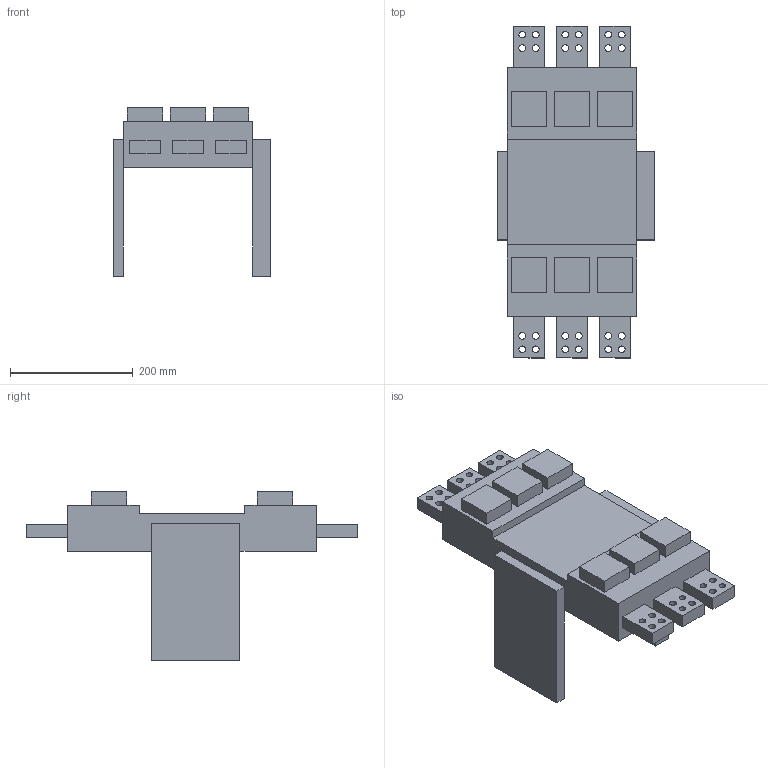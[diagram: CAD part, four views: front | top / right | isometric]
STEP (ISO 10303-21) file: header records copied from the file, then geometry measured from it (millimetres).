
FILE_DESCRIPTION (( 'STEP AP214' ), '1' );
FILE_NAME ('ÏÌ1Ï-43 ïåðåä.STEP', '2018-06-13T12:59:30', ( 'AutoBVT' ), ( 'Microsoft' ), 'SwSTEP 2.0', 'SolidWorks 2014', '' );
FILE_SCHEMA (( 'AUTOMOTIVE_DESIGN' ));
Length unit declared in the file: millimetre
Products named in the file (1): ÏÌ1Ï-43 ïåðåä
Bounding box: 257 x 540 x 274 mm (x, y, z)
Volume: 8226531.5 mm3; surface area: 502366.8 mm2
Topology: 1 solids, 1 shells, 106 faces, 284 edges, 192 vertices
Faces by surface type: plane 82, cylinder 24
Full cylindrical faces by diameter (mm): 11 x24
Entity records: 3202 total; most frequent: CARTESIAN_POINT 535, DIRECTION 510, ORIENTED_EDGE 496, EDGE_CURVE 248, VECTOR 200, LINE 200, EDGE_LOOP 190, VERTEX_POINT 180
